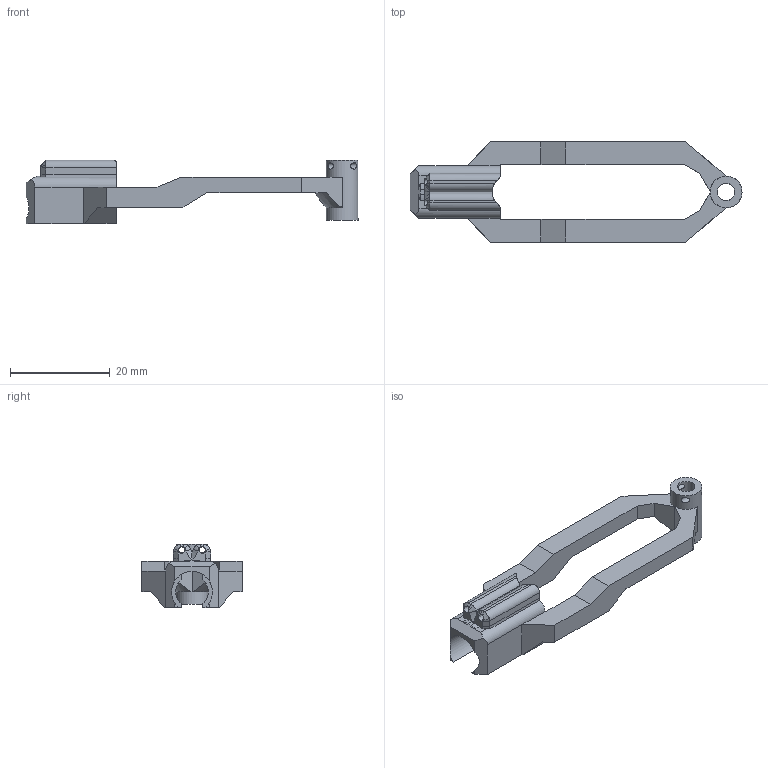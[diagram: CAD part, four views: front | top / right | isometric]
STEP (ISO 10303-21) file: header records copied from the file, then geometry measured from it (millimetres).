
FILE_DESCRIPTION(/* description */ ('STEP AP242'),/* implementation_level */ '2;1');
FILE_NAME(/* name */ 'Part Studio 1 - Part 7 v7.step',/* time_stamp */ '2025-09-27T17:05:43-04:00',/* author */ (''),/* organization */ (''),/* preprocessor_version */ 'ST-DEVELOPER v20.1',/* originating_system */ 'Autodesk Translation Framework v14.10.0.0',/* authorisation */ '');
FILE_SCHEMA (('AUTOMOTIVE_DESIGN { 1 0 10303 214 3 1 1 }'));
Length unit declared in the file: millimetre
Products named in the file (1): Part 7
Bounding box: 66.47 x 20.1 x 12.7 mm (x, y, z)
Volume: 3109.4 mm3; surface area: 3281 mm2
Topology: 1 solids, 1 shells, 99 faces, 291 edges, 188 vertices
Faces by surface type: plane 57, cylinder 24, cone 12, bspline 6
Full cylindrical faces by diameter (mm): 1.27 x2, 3.5 x1, 6.35 x1
Entity records: 3997 total; most frequent: CARTESIAN_POINT 1401, ORIENTED_EDGE 582, DIRECTION 473, EDGE_CURVE 291, VERTEX_POINT 188, LINE 175, VECTOR 175, AXIS2_PLACEMENT_3D 149
